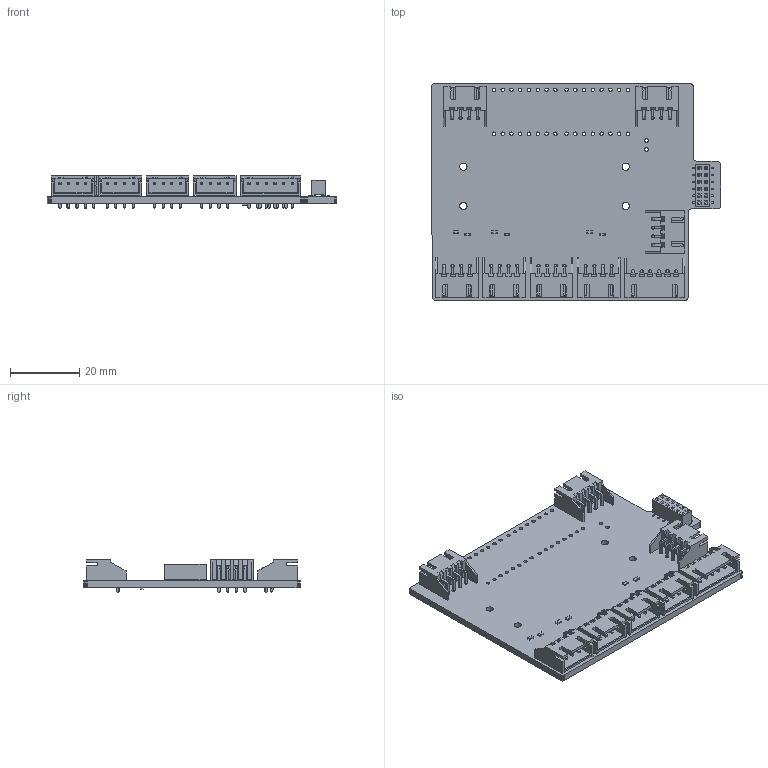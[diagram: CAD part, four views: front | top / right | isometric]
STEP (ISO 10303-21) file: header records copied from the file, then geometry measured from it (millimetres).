
FILE_DESCRIPTION(('KiCad electronic assembly'),'2;1');
FILE_NAME('pcb_19_07.step','2024-07-19T15:03:36',('Pcbnew'),('Kicad'), 'Open CASCADE STEP processor 7.7','KiCad to STEP converter','Unknown' );
FILE_SCHEMA(('AUTOMOTIVE_DESIGN { 1 0 10303 214 1 1 1 1 }'));
Length unit declared in the file: millimetre
Products named in the file (10): pcb_19_07 1; JST_XH_S4B-XH-A_1x04_P2.50mm_Horizontal; JST_S4B_XH_A; R_0603_1608Metric; PinSocket_2x06_P2.00mm_Vertical_SMD; PinSocket_2x06_P200mm_Vertical_SMD; JST_XH_S6B-XH-A-1_1x06_P2.50mm_Horizontal; JST_S6B_XH_A_1; FYP_P2_1 PCB
Assembly tree (21 placements, depth 3):
  pcb_19_07 1
    JST_XH_S4B-XH-A_1x04_P2.50mm_Horizontal  x7
      JST_S4B_XH_A
    R_0603_1608Metric  x7
      R_0603_1608Metric
    PinSocket_2x06_P2.00mm_Vertical_SMD
      PinSocket_2x06_P200mm_Vertical_SMD
    JST_XH_S6B-XH-A-1_1x06_P2.50mm_Horizontal
      JST_S6B_XH_A_1
    FYP_P2_1 PCB
Bounding box: 83.78 x 62.76 x 9.5 mm (x, y, z)
Volume: 11904.5 mm3; surface area: 17469.5 mm2
Topology: 17 solids, 17 shells, 2133 faces, 5637 edges, 3642 vertices
Faces by surface type: plane 1869, cylinder 264
Full cylindrical faces by diameter (mm): 0.95 x34, 1 x32, 1.09 x2, 2.1 x4
Entity records: 70732 total; most frequent: CARTESIAN_POINT 11788, DIRECTION 9880, LINE 7206, VECTOR 7206, ORIENTED_EDGE 5190, PCURVE 5190, DEFINITIONAL_REPRESENTATION 5190, EDGE_CURVE 2595
